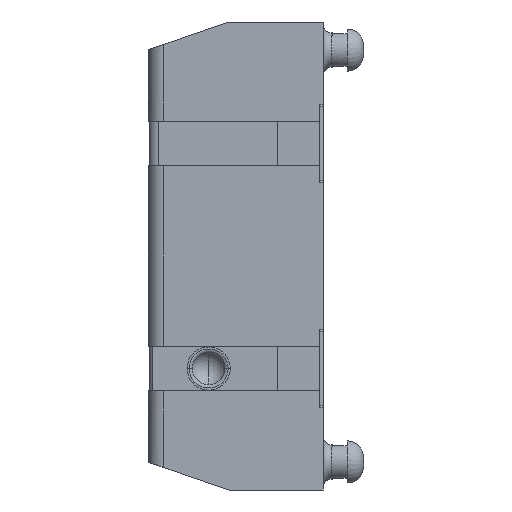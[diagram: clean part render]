
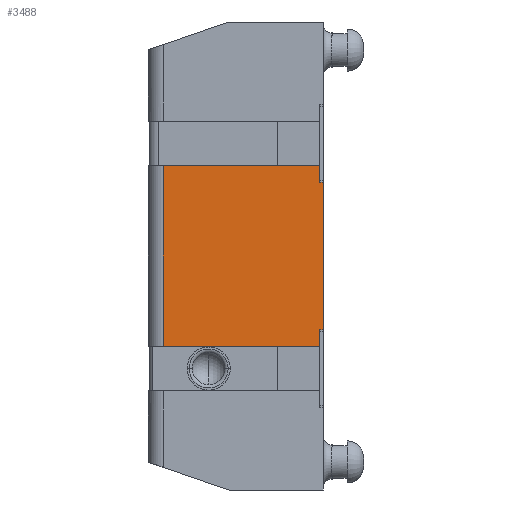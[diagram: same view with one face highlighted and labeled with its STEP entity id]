
A CAD part, left-side view. The second image highlights one B-rep face of the part: STEP entity #3488.
In plain terms, the highlighted planar face has unit normal (-1, 0, 0).
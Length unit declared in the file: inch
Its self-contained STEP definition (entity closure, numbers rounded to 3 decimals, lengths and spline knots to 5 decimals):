
#85 = CARTESIAN_POINT ( 'NONE',  ( -1.517, -0.2925, -0.3017 ) ) ;
#224 = DIRECTION ( 'NONE',  ( 0., -1., 0. ) ) ;
#528 = VERTEX_POINT ( 'NONE', #8339 ) ;
#545 = LINE ( 'NONE', #4893, #8160 ) ;
#733 = LINE ( 'NONE', #7739, #6111 ) ;
#938 = PLANE ( 'NONE',  #8105 ) ;
#1001 = ORIENTED_EDGE ( 'NONE', *, *, #8192, .T. ) ;
#1041 = LINE ( 'NONE', #2211, #7658 ) ;
#1066 = EDGE_CURVE ( 'NONE', #3508, #5199, #733, .T. ) ;
#1517 = CARTESIAN_POINT ( 'NONE',  ( -1.517, -0.2925, -0.24658 ) ) ;
#1544 = VECTOR ( 'NONE', #5094, 39.37008 ) ;
#1574 = ORIENTED_EDGE ( 'NONE', *, *, #5098, .T. ) ;
#1646 = VECTOR ( 'NONE', #5045, 39.37008 ) ;
#1676 = CARTESIAN_POINT ( 'NONE',  ( -1.517, -0.2925, 0.24658 ) ) ;
#1685 = EDGE_CURVE ( 'NONE', #5199, #4264, #9292, .T. ) ;
#2211 = CARTESIAN_POINT ( 'NONE',  ( -1.517, -0.2925, -0.24658 ) ) ;
#2515 = CARTESIAN_POINT ( 'NONE',  ( -1.517, -0.2925, 0.783 ) ) ;
#2632 = EDGE_LOOP ( 'NONE', ( #2748, #9414, #8620, #1001, #10088, #1574, #6885, #7461 ) ) ;
#2748 = ORIENTED_EDGE ( 'NONE', *, *, #2956, .T. ) ;
#2956 = EDGE_CURVE ( 'NONE', #4264, #528, #8538, .T. ) ;
#3327 = CARTESIAN_POINT ( 'NONE',  ( -1.517, -0.2925, 0.24658 ) ) ;
#3488 = ADVANCED_FACE ( 'NONE', ( #4116 ), #938, .F. ) ;
#3508 = VERTEX_POINT ( 'NONE', #6377 ) ;
#3872 = EDGE_CURVE ( 'NONE', #8176, #9086, #4156, .T. ) ;
#4116 = FACE_OUTER_BOUND ( 'NONE', #2632, .T. ) ;
#4156 = LINE ( 'NONE', #7675, #6458 ) ;
#4264 = VERTEX_POINT ( 'NONE', #8943 ) ;
#4292 = DIRECTION ( 'NONE',  ( 0., 0., 1. ) ) ;
#4365 = LINE ( 'NONE', #7411, #9860 ) ;
#4436 = VERTEX_POINT ( 'NONE', #9352 ) ;
#4675 = EDGE_CURVE ( 'NONE', #7539, #4436, #4365, .T. ) ;
#4787 = EDGE_CURVE ( 'NONE', #528, #9086, #1041, .T. ) ;
#4893 = CARTESIAN_POINT ( 'NONE',  ( -1.517, -0.2925, 0.3017 ) ) ;
#5045 = DIRECTION ( 'NONE',  ( 0., 1., 0. ) ) ;
#5094 = DIRECTION ( 'NONE',  ( 0., 0., 1. ) ) ;
#5098 = EDGE_CURVE ( 'NONE', #4436, #3508, #545, .T. ) ;
#5199 = VERTEX_POINT ( 'NONE', #6518 ) ;
#5408 = DIRECTION ( 'NONE',  ( 0., 0., -1. ) ) ;
#5623 = DIRECTION ( 'NONE',  ( 0., 1., 0. ) ) ;
#5758 = CARTESIAN_POINT ( 'NONE',  ( -1.517, -0.28069, 0.783 ) ) ;
#6111 = VECTOR ( 'NONE', #6993, 39.37008 ) ;
#6287 = LINE ( 'NONE', #1676, #1646 ) ;
#6377 = CARTESIAN_POINT ( 'NONE',  ( -1.517, 0.2425, 0.3017 ) ) ;
#6458 = VECTOR ( 'NONE', #5408, 39.37008 ) ;
#6518 = CARTESIAN_POINT ( 'NONE',  ( -1.517, 0.2425, -0.3017 ) ) ;
#6885 = ORIENTED_EDGE ( 'NONE', *, *, #1066, .T. ) ;
#6993 = DIRECTION ( 'NONE',  ( 0., 0., -1. ) ) ;
#7411 = CARTESIAN_POINT ( 'NONE',  ( -1.517, -0.28069, 0.783 ) ) ;
#7461 = ORIENTED_EDGE ( 'NONE', *, *, #1685, .T. ) ;
#7539 = VERTEX_POINT ( 'NONE', #9510 ) ;
#7658 = VECTOR ( 'NONE', #8492, 39.37008 ) ;
#7675 = CARTESIAN_POINT ( 'NONE',  ( -1.517, -0.2925, 0.783 ) ) ;
#7739 = CARTESIAN_POINT ( 'NONE',  ( -1.517, 0.2425, 0.783 ) ) ;
#8010 = DIRECTION ( 'NONE',  ( 1., 0., 0. ) ) ;
#8105 = AXIS2_PLACEMENT_3D ( 'NONE', #2515, #8010, #8732 ) ;
#8160 = VECTOR ( 'NONE', #5623, 39.37008 ) ;
#8176 = VERTEX_POINT ( 'NONE', #3327 ) ;
#8192 = EDGE_CURVE ( 'NONE', #8176, #7539, #6287, .T. ) ;
#8201 = VECTOR ( 'NONE', #224, 39.37008 ) ;
#8339 = CARTESIAN_POINT ( 'NONE',  ( -1.517, -0.28069, -0.24658 ) ) ;
#8492 = DIRECTION ( 'NONE',  ( 0., -1., 0. ) ) ;
#8538 = LINE ( 'NONE', #5758, #1544 ) ;
#8620 = ORIENTED_EDGE ( 'NONE', *, *, #3872, .F. ) ;
#8732 = DIRECTION ( 'NONE',  ( 0., 0., -1. ) ) ;
#8943 = CARTESIAN_POINT ( 'NONE',  ( -1.517, -0.28069, -0.3017 ) ) ;
#9086 = VERTEX_POINT ( 'NONE', #1517 ) ;
#9292 = LINE ( 'NONE', #85, #8201 ) ;
#9352 = CARTESIAN_POINT ( 'NONE',  ( -1.517, -0.28069, 0.3017 ) ) ;
#9414 = ORIENTED_EDGE ( 'NONE', *, *, #4787, .T. ) ;
#9510 = CARTESIAN_POINT ( 'NONE',  ( -1.517, -0.28069, 0.24658 ) ) ;
#9860 = VECTOR ( 'NONE', #4292, 39.37008 ) ;
#10088 = ORIENTED_EDGE ( 'NONE', *, *, #4675, .T. ) ;
